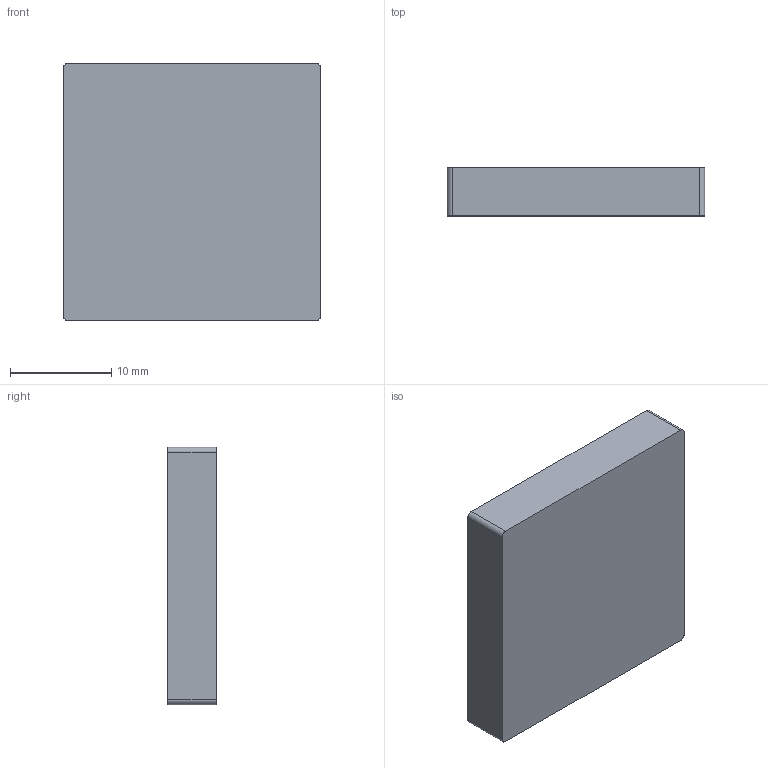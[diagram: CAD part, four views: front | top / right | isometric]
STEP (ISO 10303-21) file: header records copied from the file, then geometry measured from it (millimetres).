
FILE_DESCRIPTION(/* description */ (''),/* implementation_level */ '2;1');
FILE_NAME(/* name */ 'Magnet_Spacer_3-16.step',/* time_stamp */ '2023-04-03T14:14:21-07:00',/* author */ (''),/* organization */ (''),/* preprocessor_version */ 'ST-DEVELOPER v19.2',/* originating_system */ 'Autodesk Translation Framework v11.17.0.187',/* authorisation */ '');
FILE_SCHEMA (('AUTOMOTIVE_DESIGN { 1 0 10303 214 3 1 1 }'));
Length unit declared in the file: millimetre
Products named in the file (1): magnet spacer 3/16
Bounding box: 25.4 x 4.76 x 25.4 mm (x, y, z)
Volume: 3044.2 mm3; surface area: 1804.7 mm2
Topology: 1 solids, 1 shells, 187 faces, 452 edges, 273 vertices
Faces by surface type: bspline 120, plane 38, cylinder 29
Entity records: 10908 total; most frequent: CARTESIAN_POINT 7393, ORIENTED_EDGE 904, EDGE_CURVE 452, DIRECTION 366, VERTEX_POINT 273, B_SPLINE_CURVE_WITH_KNOTS 249, EDGE_LOOP 193, FACE_OUTER_BOUND 187
